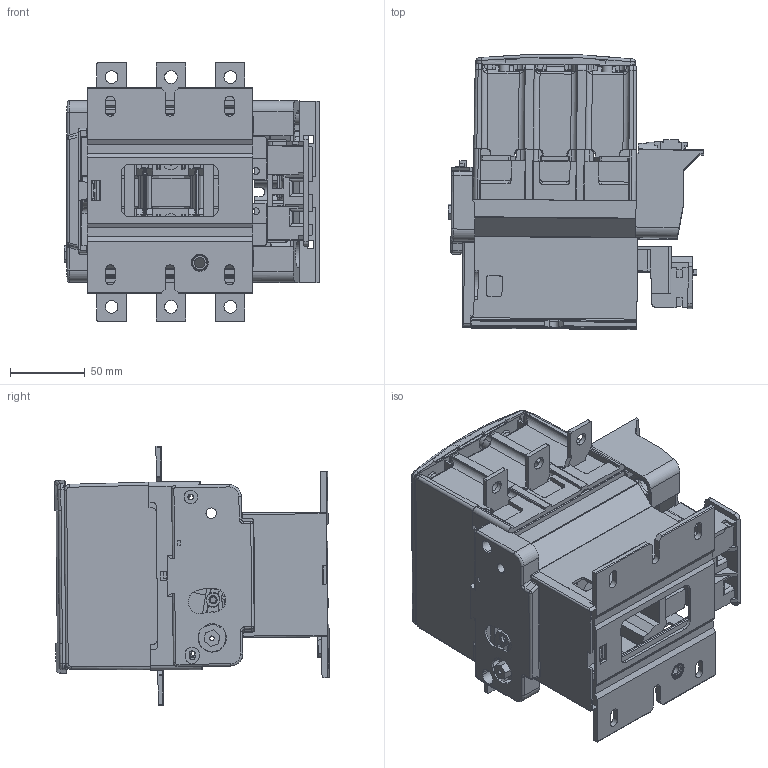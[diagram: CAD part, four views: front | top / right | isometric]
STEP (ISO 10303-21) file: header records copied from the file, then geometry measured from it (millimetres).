
FILE_DESCRIPTION((''),'2;1');
FILE_NAME('CDC6-185_ASM','2022-03-02T',('kejia.li'),(''),'PRO/ENGINEER BY PARAMETRIC TECHNOLOGY CORPORATION, 2015440','PRO/ENGINEER BY PARAMETRIC TECHNOLOGY CORPORATION, 2015440','');
FILE_SCHEMA(('CONFIG_CONTROL_DESIGN'));
Products named in the file (15): CDC6-185_1; CDC6-185_2; CDC6-185_3; CDC6-185_4; CDC6-185_5; CDC6-185_6; CDC6-185_7; CDC6-185_8; CDC6-185_9; CDC6-185_10; CDC6-185_11; CDC6-185_12; CDC6-185_13; ASSEMBLY_1_ASM; CDC6-185_ASM
Assembly tree (19 placements, depth 3):
  CDC6-185_ASM
    ASSEMBLY_1_ASM
      CDC6-185_1
      CDC6-185_2
      CDC6-185_3
      CDC6-185_4
      CDC6-185_5  x2
      CDC6-185_6  x4
      CDC6-185_7
      CDC6-185_8  x2
      CDC6-185_9
      CDC6-185_10
      CDC6-185_11
      CDC6-185_12
      CDC6-185_13
Bounding box: 171.11 x 184.17 x 174.03 mm (x, y, z)
Volume: 820050.2 mm3; surface area: 495217.1 mm2
Topology: 18 solids, 18 shells, 4171 faces, 12186 edges, 8082 vertices
Faces by surface type: plane 2687, cylinder 1120, cone 191, torus 103, bspline 46, sphere 24
Entity records: 135910 total; most frequent: CARTESIAN_POINT 30782, ORIENTED_EDGE 22746, DIRECTION 21050, EDGE_CURVE 11373, VECTOR 8080, LINE 8080, VERTEX_POINT 7543, AXIS2_PLACEMENT_3D 6485
